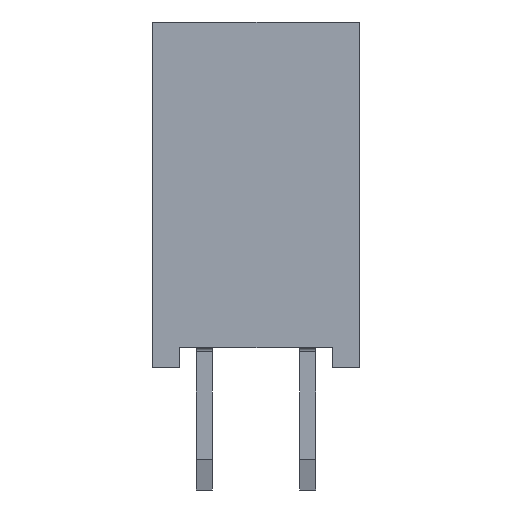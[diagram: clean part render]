
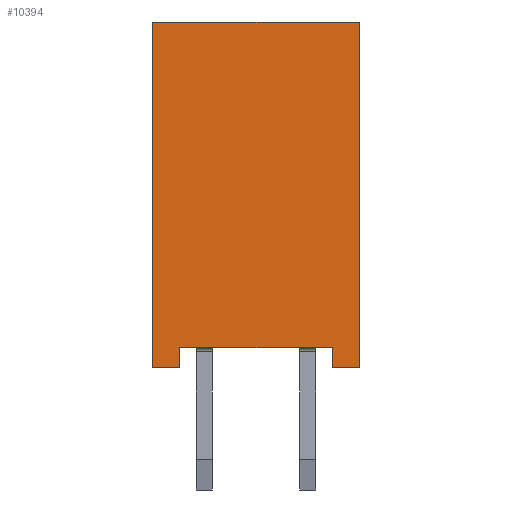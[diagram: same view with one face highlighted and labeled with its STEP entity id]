
A CAD part, left-side view. The second image highlights one B-rep face of the part: STEP entity #10394.
In plain terms, the highlighted planar face has unit normal (-1, 0, 0).
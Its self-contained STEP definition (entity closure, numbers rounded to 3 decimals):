
#10394=ADVANCED_FACE('',(#22826),#22828,.T.);
#22826=FACE_BOUND('',#22827,.T.);
#22827=EDGE_LOOP('',(#32993,#32994,#32995,#32996,#32997,#32998,#32999,#33000));
#22828=PLANE('',#22829);
#22829=AXIS2_PLACEMENT_3D('',#22830,#22831,#22832);
#22830=CARTESIAN_POINT('',(-1.27,3.81,0.));
#22831=DIRECTION('',(-1.,0.,0.));
#22832=DIRECTION('',(0.,-1.,0.));
#32993=ORIENTED_EDGE('',*,*,#39065,.T.);
#32994=ORIENTED_EDGE('',*,*,#39066,.T.);
#32995=ORIENTED_EDGE('',*,*,#39067,.T.);
#32996=ORIENTED_EDGE('',*,*,#39068,.F.);
#32997=ORIENTED_EDGE('',*,*,#39069,.F.);
#32998=ORIENTED_EDGE('',*,*,#39070,.T.);
#32999=ORIENTED_EDGE('',*,*,#39071,.T.);
#33000=ORIENTED_EDGE('',*,*,#37197,.T.);
#37197=EDGE_CURVE('',#43341,#43342,#43343,.T.);
#39065=EDGE_CURVE('',#43342,#46125,#46126,.F.);
#39066=EDGE_CURVE('',#46125,#46127,#46128,.T.);
#39067=EDGE_CURVE('',#46127,#46129,#46130,.T.);
#39068=EDGE_CURVE('',#46131,#46129,#46132,.T.);
#39069=EDGE_CURVE('',#46133,#46131,#46134,.T.);
#39070=EDGE_CURVE('',#46133,#46135,#46136,.T.);
#39071=EDGE_CURVE('',#46135,#43341,#46137,.F.);
#43341=VERTEX_POINT('',#54837);
#43342=VERTEX_POINT('',#54838);
#43343=LINE('',#54839,#54840);
#46125=VERTEX_POINT('',#61637);
#46126=LINE('',#61638,#61639);
#46127=VERTEX_POINT('',#61641);
#46128=LINE('',#61642,#61643);
#46129=VERTEX_POINT('',#61645);
#46130=LINE('',#61646,#61647);
#46131=VERTEX_POINT('',#61649);
#46132=LINE('',#61650,#61651);
#46133=VERTEX_POINT('',#61653);
#46134=LINE('',#61654,#61655);
#46135=VERTEX_POINT('',#61657);
#46136=LINE('',#61658,#61659);
#46137=LINE('',#61661,#61662);
#54837=CARTESIAN_POINT('',(-1.27,3.14,0.5));
#54838=CARTESIAN_POINT('',(-1.27,-0.6,0.5));
#54839=CARTESIAN_POINT('',(-1.27,3.14,0.5));
#54840=VECTOR('',#54841,1.);
#54841=DIRECTION('',(0.,-1.,0.));
#61637=CARTESIAN_POINT('',(-1.27,-0.6,0.));
#61638=CARTESIAN_POINT('',(-1.27,-0.6,0.));
#61639=VECTOR('',#61640,1.);
#61640=DIRECTION('',(0.,0.,1.));
#61641=CARTESIAN_POINT('',(-1.27,-1.27,0.));
#61642=CARTESIAN_POINT('',(-1.27,-0.6,0.));
#61643=VECTOR('',#61644,1.);
#61644=DIRECTION('',(0.,-1.,0.));
#61645=CARTESIAN_POINT('',(-1.27,-1.27,8.5));
#61646=CARTESIAN_POINT('',(-1.27,-1.27,0.));
#61647=VECTOR('',#61648,1.);
#61648=DIRECTION('',(0.,0.,1.));
#61649=CARTESIAN_POINT('',(-1.27,3.81,8.5));
#61650=CARTESIAN_POINT('',(-1.27,3.81,8.5));
#61651=VECTOR('',#61652,1.);
#61652=DIRECTION('',(0.,-1.,0.));
#61653=CARTESIAN_POINT('',(-1.27,3.81,0.));
#61654=CARTESIAN_POINT('',(-1.27,3.81,0.));
#61655=VECTOR('',#61656,1.);
#61656=DIRECTION('',(0.,0.,1.));
#61657=CARTESIAN_POINT('',(-1.27,3.14,0.));
#61658=CARTESIAN_POINT('',(-1.27,3.81,0.));
#61659=VECTOR('',#61660,1.);
#61660=DIRECTION('',(0.,-1.,0.));
#61661=CARTESIAN_POINT('',(-1.27,3.14,0.5));
#61662=VECTOR('',#61663,1.);
#61663=DIRECTION('',(0.,0.,-1.));
